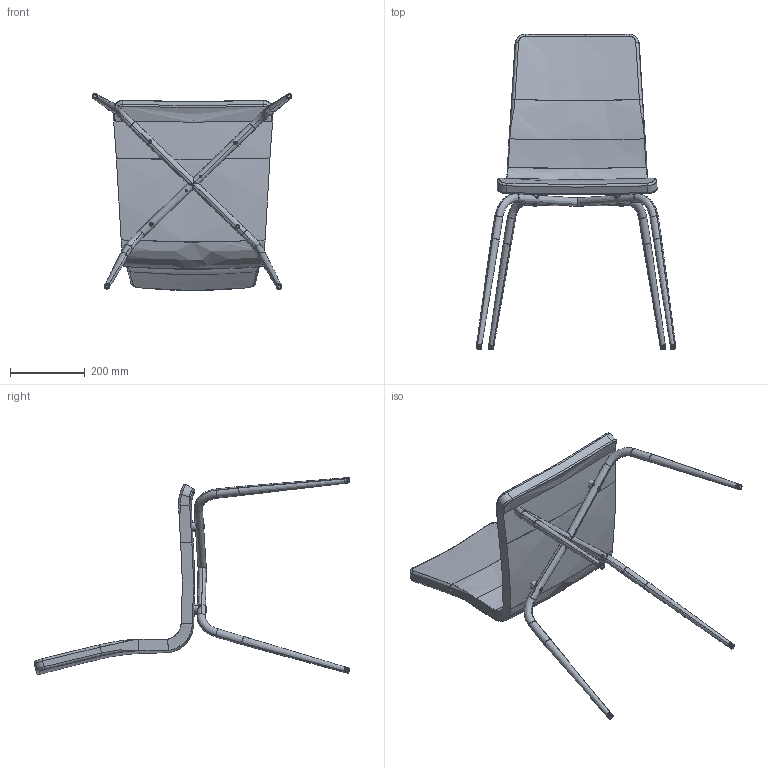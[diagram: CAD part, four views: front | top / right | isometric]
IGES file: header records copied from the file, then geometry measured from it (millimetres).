
Start section: SolidWorks IGES file using NURBS representation for surfaces
Global section: file name: LIGHT C.IGS; native system: SolidWorks 2011; preprocessor: SolidWorks 2011; author: Alberto; date: 110315.105933; units: millimetre
Bounding box: 534.27 x 842.91 x 526.21 mm (x, y, z)
Surface area: 1011473.1 mm2 (no closed solid volume)
Topology: 0 solids, 0 shells, 345 faces, 7336 edges, 7335 vertices
Faces by surface type: bspline 345
